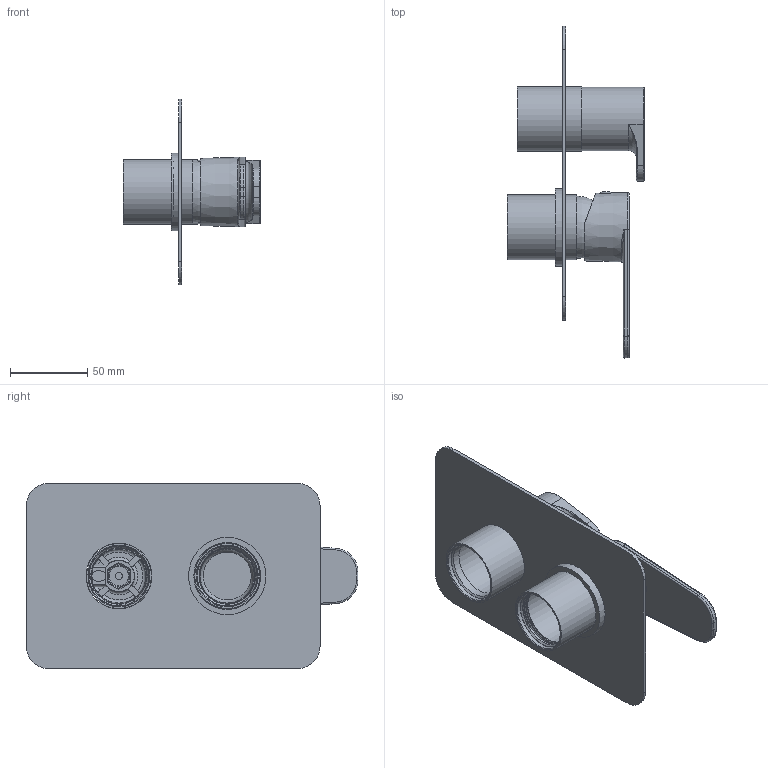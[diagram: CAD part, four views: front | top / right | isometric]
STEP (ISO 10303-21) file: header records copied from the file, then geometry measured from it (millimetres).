
FILE_DESCRIPTION (( 'STEP AP203' ), '1' );
FILE_NAME ('36CP02149.STEP', '2021-02-22T09:59:38', ( '' ), ( '' ), 'SwSTEP 2.0', 'SolidWorks 2018', '' );
FILE_SCHEMA (( 'CONFIG_CONTROL_DESIGN' ));
Length unit declared in the file: millimetre
Products named in the file (1): 36CP02149
Bounding box: 89.12 x 214.44 x 120 mm (x, y, z)
Volume: 108838.4 mm3; surface area: 103582 mm2
Topology: 8 solids, 8 shells, 248 faces, 593 edges, 379 vertices
Faces by surface type: plane 133, cylinder 59, torus 22, cone 21, bspline 10, sphere 3
Full cylindrical faces by diameter (mm): 4.5 x1, 6.8 x1, 9.5 x1, 10 x1, 12.45 x1, 12.5 x1, 25.599 x1, 28.599 x1, 30.999 x1, 31 x1, 31.599 x1, 35.8 x2, 36.5 x1, 37 x1, 39 x4, 41 x1, 42 x2, 42.5 x2, 43.2 x1, 48.5 x1, 50 x1
Entity records: 9303 total; most frequent: CARTESIAN_POINT 3882, DIRECTION 1080, ORIENTED_EDGE 1050, EDGE_CURVE 525, AXIS2_PLACEMENT_3D 417, VERTEX_POINT 361, EDGE_LOOP 328, FACE_OUTER_BOUND 280
